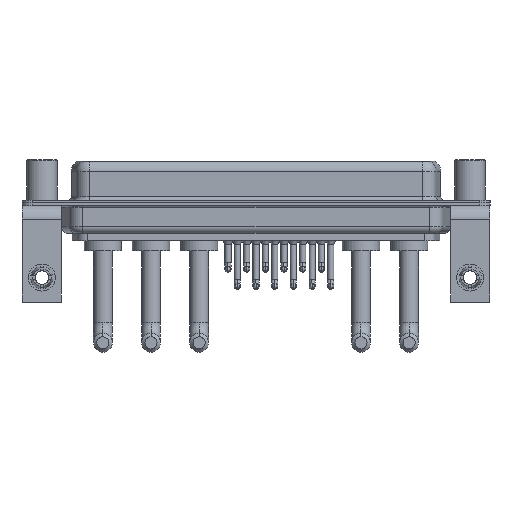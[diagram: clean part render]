
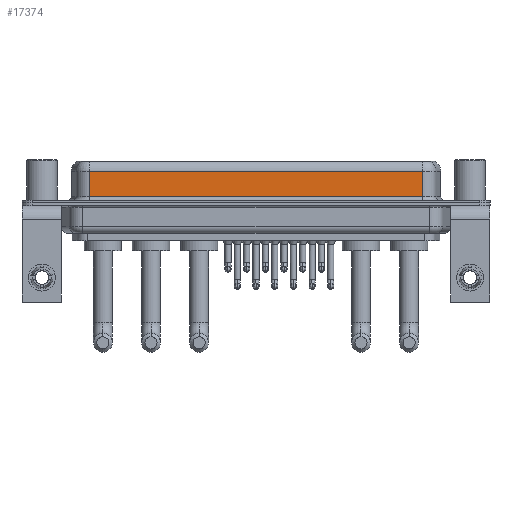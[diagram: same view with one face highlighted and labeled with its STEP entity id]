
A CAD part, front view. The second image highlights one B-rep face of the part: STEP entity #17374.
In plain terms, the highlighted planar face has unit normal (0, -1, 0).
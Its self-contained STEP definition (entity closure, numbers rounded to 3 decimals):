
#417 = VERTEX_POINT ( 'NONE', #23117 ) ;
#565 = ORIENTED_EDGE ( 'NONE', *, *, #19526, .T. ) ;
#1577 = LINE ( 'NONE', #21662, #17504 ) ;
#2312 = PLANE ( 'NONE',  #7783 ) ;
#2549 = DIRECTION ( 'NONE',  ( 0., 0., 1. ) ) ;
#2863 = VERTEX_POINT ( 'NONE', #9548 ) ;
#3246 = VECTOR ( 'NONE', #21778, 1000. ) ;
#3261 = VECTOR ( 'NONE', #13609, 1000. ) ;
#3587 = EDGE_CURVE ( 'NONE', #2863, #15580, #1577, .T. ) ;
#4335 = CARTESIAN_POINT ( 'NONE',  ( 56.462, -3.95, 0.9 ) ) ;
#4391 = EDGE_LOOP ( 'NONE', ( #6440, #565, #14228, #6250 ) ) ;
#6250 = ORIENTED_EDGE ( 'NONE', *, *, #19437, .T. ) ;
#6440 = ORIENTED_EDGE ( 'NONE', *, *, #20943, .F. ) ;
#6855 = LINE ( 'NONE', #7099, #10621 ) ;
#7099 = CARTESIAN_POINT ( 'NONE',  ( 56.462, -3.95, 6.4 ) ) ;
#7783 = AXIS2_PLACEMENT_3D ( 'NONE', #9649, #17085, #2549 ) ;
#8915 = DIRECTION ( 'NONE',  ( 0., 0., -1. ) ) ;
#9023 = LINE ( 'NONE', #15990, #3246 ) ;
#9548 = CARTESIAN_POINT ( 'NONE',  ( 7.038, -3.95, 4.65 ) ) ;
#9649 = CARTESIAN_POINT ( 'NONE',  ( 56.462, -3.95, 6.4 ) ) ;
#10621 = VECTOR ( 'NONE', #10955, 1000. ) ;
#10955 = DIRECTION ( 'NONE',  ( 0., 0., -1. ) ) ;
#11359 = CARTESIAN_POINT ( 'NONE',  ( 7.038, -3.95, 0.9 ) ) ;
#13500 = FACE_OUTER_BOUND ( 'NONE', #4391, .T. ) ;
#13609 = DIRECTION ( 'NONE',  ( 1., 0., 0. ) ) ;
#14228 = ORIENTED_EDGE ( 'NONE', *, *, #3587, .T. ) ;
#15580 = VERTEX_POINT ( 'NONE', #11359 ) ;
#15864 = CARTESIAN_POINT ( 'NONE',  ( 56.462, -3.95, 4.65 ) ) ;
#15990 = CARTESIAN_POINT ( 'NONE',  ( 56.462, -3.95, 4.65 ) ) ;
#17085 = DIRECTION ( 'NONE',  ( 0., 1., 0. ) ) ;
#17374 = ADVANCED_FACE ( 'NONE', ( #13500 ), #2312, .F. ) ;
#17504 = VECTOR ( 'NONE', #8915, 1000. ) ;
#18077 = VERTEX_POINT ( 'NONE', #15864 ) ;
#19437 = EDGE_CURVE ( 'NONE', #15580, #417, #22627, .T. ) ;
#19526 = EDGE_CURVE ( 'NONE', #18077, #2863, #9023, .T. ) ;
#20943 = EDGE_CURVE ( 'NONE', #18077, #417, #6855, .T. ) ;
#21662 = CARTESIAN_POINT ( 'NONE',  ( 7.038, -3.95, 6.4 ) ) ;
#21778 = DIRECTION ( 'NONE',  ( -1., 0., 0. ) ) ;
#22627 = LINE ( 'NONE', #4335, #3261 ) ;
#23117 = CARTESIAN_POINT ( 'NONE',  ( 56.462, -3.95, 0.9 ) ) ;
